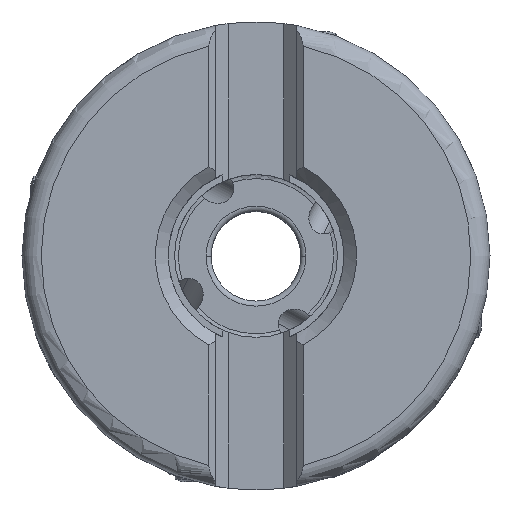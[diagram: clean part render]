
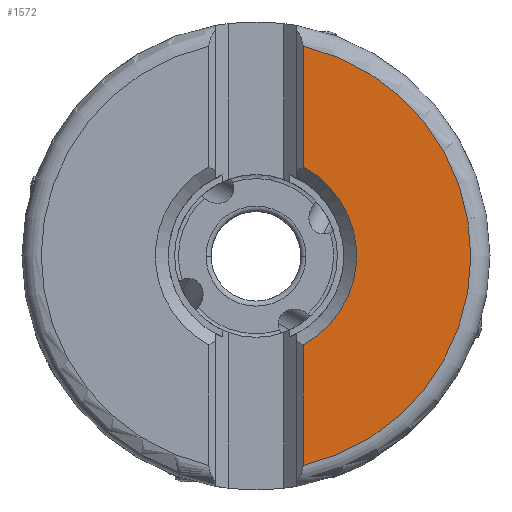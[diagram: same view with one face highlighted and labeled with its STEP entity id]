
A CAD part, top view. The second image highlights one B-rep face of the part: STEP entity #1572.
In plain terms, the highlighted planar face has unit normal (0, 0, 1).
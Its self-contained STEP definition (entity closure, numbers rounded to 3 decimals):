
#333=PLANE('',#9045);
#719=LINE('',#17149,#1163);
#720=LINE('',#17150,#1164);
#1163=VECTOR('',#10659,1.);
#1164=VECTOR('',#10660,1.);
#1572=ADVANCED_FACE('',(#2230),#333,.T.);
#2230=FACE_OUTER_BOUND('',#2704,.T.);
#2704=EDGE_LOOP('',(#4616,#4617,#4618,#4619,#4620));
#4616=ORIENTED_EDGE('',*,*,#7518,.T.);
#4617=ORIENTED_EDGE('',*,*,#7517,.F.);
#4618=ORIENTED_EDGE('',*,*,#7519,.T.);
#4619=ORIENTED_EDGE('',*,*,#7488,.F.);
#4620=ORIENTED_EDGE('',*,*,#7487,.F.);
#6444=VERTEX_POINT('',#17040);
#6445=VERTEX_POINT('',#17042);
#6446=VERTEX_POINT('',#17044);
#6466=VERTEX_POINT('',#17134);
#6468=VERTEX_POINT('',#17146);
#7487=EDGE_CURVE('',#6444,#6445,#8226,.T.);
#7488=EDGE_CURVE('',#6445,#6446,#8227,.T.);
#7517=EDGE_CURVE('',#6468,#6466,#8237,.T.);
#7518=EDGE_CURVE('',#6444,#6466,#719,.T.);
#7519=EDGE_CURVE('',#6468,#6446,#720,.T.);
#8226=CIRCLE('',#9026,16.756);
#8227=CIRCLE('',#9027,16.756);
#8237=CIRCLE('',#9043,7.85);
#9026=AXIS2_PLACEMENT_3D('',#17041,#10612,#10613);
#9027=AXIS2_PLACEMENT_3D('',#17043,#10614,#10615);
#9043=AXIS2_PLACEMENT_3D('',#17147,#10655,#10656);
#9045=AXIS2_PLACEMENT_3D('',#17151,#10661,#10662);
#10612=DIRECTION('',(0.,0.,-1.));
#10613=DIRECTION('',(0.219,0.976,0.));
#10614=DIRECTION('',(0.,0.,-1.));
#10615=DIRECTION('',(1.,-0.001,0.));
#10655=DIRECTION('',(0.,0.,1.));
#10656=DIRECTION('',(0.468,-0.884,0.));
#10659=DIRECTION('',(0.,-1.,0.));
#10660=DIRECTION('',(0.,-1.,0.));
#10661=DIRECTION('',(0.,0.,1.));
#10662=DIRECTION('',(-1.,0.,0.));
#17040=CARTESIAN_POINT('',(3.675,16.348,0.));
#17041=CARTESIAN_POINT('',(0.,0.,0.));
#17042=CARTESIAN_POINT('',(16.756,-0.02,0.));
#17043=CARTESIAN_POINT('',(0.,0.,0.));
#17044=CARTESIAN_POINT('',(3.675,-16.348,0.));
#17134=CARTESIAN_POINT('',(3.675,6.937,0.));
#17146=CARTESIAN_POINT('',(3.675,-6.937,0.));
#17147=CARTESIAN_POINT('',(0.,0.,0.));
#17149=CARTESIAN_POINT('',(3.675,16.348,0.));
#17150=CARTESIAN_POINT('',(3.675,-6.937,0.));
#17151=CARTESIAN_POINT('',(10.216,0.,0.));
